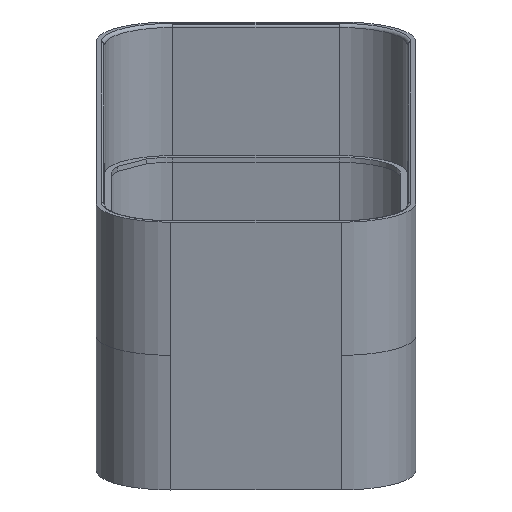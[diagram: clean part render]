
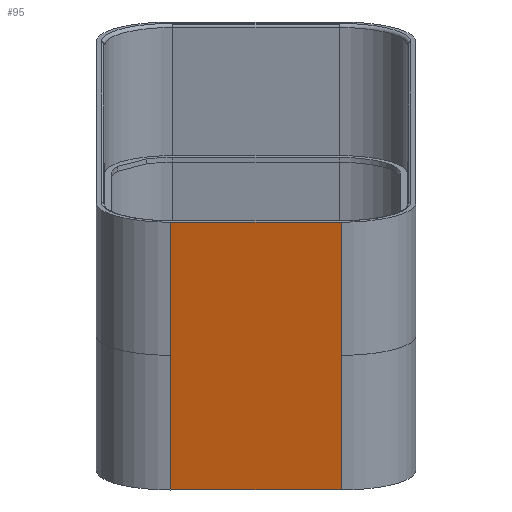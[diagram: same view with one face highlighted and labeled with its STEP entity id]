
A CAD part, left-side view. The second image highlights one B-rep face of the part: STEP entity #95.
In plain terms, the highlighted planar face has unit normal (-0.966, 0, -0.259).
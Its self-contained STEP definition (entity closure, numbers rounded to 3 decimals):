
#95=ADVANCED_FACE('',(#212),#213,.F.);
#212=FACE_OUTER_BOUND('',#353,.T.);
#213=PLANE('',#354);
#353=EDGE_LOOP('',(#759,#760,#761,#762,#763,#764));
#354=AXIS2_PLACEMENT_3D('',#765,#766,#767);
#759=ORIENTED_EDGE('',*,*,#1075,.T.);
#760=ORIENTED_EDGE('',*,*,#1068,.F.);
#761=ORIENTED_EDGE('',*,*,#1062,.T.);
#762=ORIENTED_EDGE('',*,*,#1029,.T.);
#763=ORIENTED_EDGE('',*,*,#1077,.F.);
#764=ORIENTED_EDGE('',*,*,#1078,.F.);
#765=CARTESIAN_POINT('',(-95.694,14.025,-139.937));
#766=DIRECTION('',(0.966,0.,0.259));
#767=DIRECTION('',(0.0,-1.0,0.));
#1029=EDGE_CURVE('',#1261,#1259,#1262,.T.);
#1062=EDGE_CURVE('',#1310,#1261,#1311,.T.);
#1068=EDGE_CURVE('',#1310,#1317,#1320,.T.);
#1075=EDGE_CURVE('',#1330,#1317,#1331,.T.);
#1077=EDGE_CURVE('',#1333,#1259,#1334,.T.);
#1078=EDGE_CURVE('',#1330,#1333,#1335,.T.);
#1259=VERTEX_POINT('',#1587);
#1261=VERTEX_POINT('',#1589);
#1262=LINE('',#1590,#1591);
#1310=VERTEX_POINT('',#1652);
#1311=LINE('',#1653,#1654);
#1317=VERTEX_POINT('',#1662);
#1320=LINE('',#1666,#1667);
#1330=VERTEX_POINT('',#1682);
#1331=LINE('',#1683,#1684);
#1333=VERTEX_POINT('',#1686);
#1334=LINE('',#1687,#1688);
#1335=LINE('',#1689,#1690);
#1587=CARTESIAN_POINT('',(-106.306,25.,-100.334));
#1589=CARTESIAN_POINT('',(-116.788,25.,-61.214));
#1590=CARTESIAN_POINT('',(-116.788,25.,-61.214));
#1591=VECTOR('',#1913,1.0);
#1652=CARTESIAN_POINT('',(-116.788,-25.,-61.214));
#1653=CARTESIAN_POINT('',(-116.788,-25.,-61.214));
#1654=VECTOR('',#1984,1.0);
#1662=CARTESIAN_POINT('',(-106.306,-25.,-100.334));
#1666=CARTESIAN_POINT('',(-116.788,-25.,-61.214));
#1667=VECTOR('',#1994,1.0);
#1682=CARTESIAN_POINT('',(-95.694,-25.,-139.937));
#1683=CARTESIAN_POINT('',(-95.694,-25.,-139.937));
#1684=VECTOR('',#2003,1.0);
#1686=CARTESIAN_POINT('',(-95.694,25.,-139.937));
#1687=CARTESIAN_POINT('',(-95.694,25.,-139.937));
#1688=VECTOR('',#2007,1.0);
#1689=CARTESIAN_POINT('',(-95.694,-25.,-139.937));
#1690=VECTOR('',#2008,1.0);
#1913=DIRECTION('',(0.259,0.,-0.966));
#1984=DIRECTION('',(0.,1.0,0.));
#1994=DIRECTION('',(0.259,0.,-0.966));
#2003=DIRECTION('',(-0.259,0.,0.966));
#2007=DIRECTION('',(-0.259,0.,0.966));
#2008=DIRECTION('',(0.,1.0,0.));
